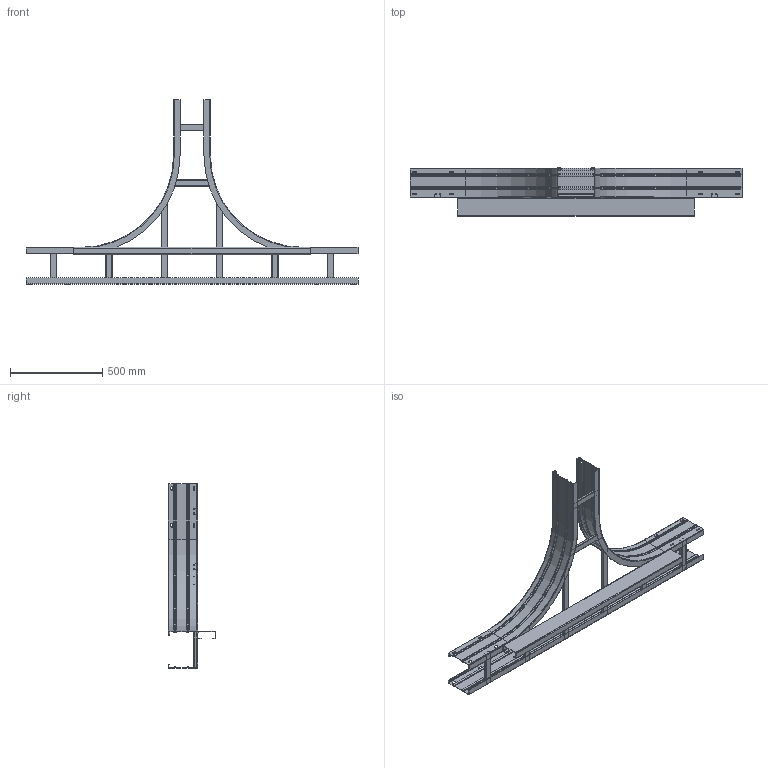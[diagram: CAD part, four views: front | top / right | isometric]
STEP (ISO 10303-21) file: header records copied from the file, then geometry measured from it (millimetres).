
FILE_DESCRIPTION((''),'2;1');
FILE_NAME('KTS_05_074-055_ASM','2013-01-10T',('AndreasKeweloh'),(''),'PRO/ENGINEER BY PARAMETRIC TECHNOLOGY CORPORATION, 2012230','PRO/ENGINEER BY PARAMETRIC TECHNOLOGY CORPORATION, 2012230','');
FILE_SCHEMA(('CONFIG_CONTROL_DESIGN'));
Length unit declared in the file: millimetre
Products named in the file (11): KTS_05_013-038-23990; KTS_05_013-038-23980; KTS_05_013-043_L_1800; KTS_05_013-005_L_1280; KTS_05_019-035; KTS_05_019-037_L_497_RE; KTS_05_019-037_L_497_LI; KTS_05_019-036_L_219_RE; KTS_05_019-036_L_219_LI; KTS_05_019-034-394_SPROSSE_AS32; KTS_05_074-055_ASM
Assembly tree (12 placements, depth 2):
  KTS_05_074-055_ASM
    KTS_05_013-038-23990
    KTS_05_013-038-23980
    KTS_05_013-043_L_1800
    KTS_05_013-005_L_1280
    KTS_05_019-035
    KTS_05_019-037_L_497_RE
    KTS_05_019-037_L_497_LI
    KTS_05_019-036_L_219_RE
    KTS_05_019-036_L_219_LI
    KTS_05_019-034-394_SPROSSE_AS32  x3
Bounding box: 1800 x 260 x 1000 mm (x, y, z)
Volume: 2944708.3 mm3; surface area: 2935985.3 mm2
Topology: 12 solids, 12 shells, 658 faces, 1688 edges, 1054 vertices
Faces by surface type: plane 346, cylinder 276, torus 36
Entity records: 18738 total; most frequent: DIRECTION 3328, CARTESIAN_POINT 3323, ORIENTED_EDGE 3112, EDGE_CURVE 1556, AXIS2_PLACEMENT_3D 1187, VERTEX_POINT 966, VECTOR 954, LINE 954
